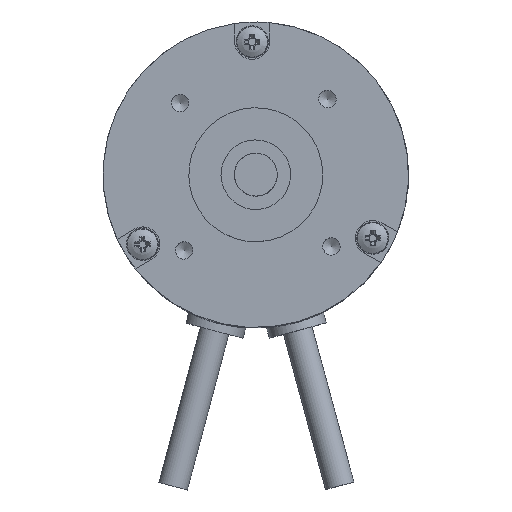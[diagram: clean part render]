
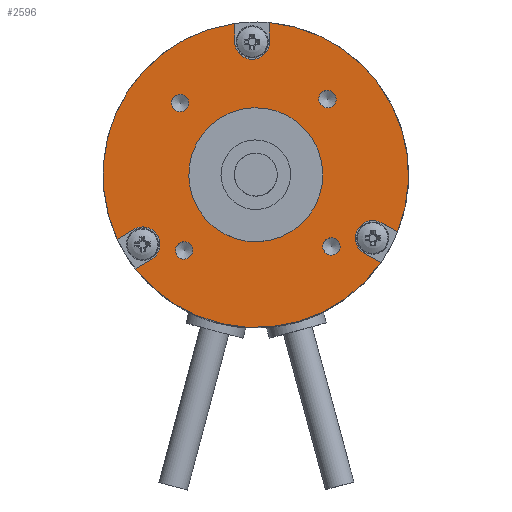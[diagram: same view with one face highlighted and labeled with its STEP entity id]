
A CAD part, top view. The second image highlights one B-rep face of the part: STEP entity #2596.
In plain terms, the highlighted planar face has unit normal (0, 0, 1).
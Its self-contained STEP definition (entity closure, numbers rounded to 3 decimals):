
#58=LINE('',#4114,#190);
#60=LINE('',#4120,#192);
#66=LINE('',#4137,#198);
#68=LINE('',#4143,#200);
#71=LINE('',#4157,#203);
#72=LINE('',#4161,#204);
#190=VECTOR('',#3228,10.);
#192=VECTOR('',#3232,10.);
#198=VECTOR('',#3250,10.);
#200=VECTOR('',#3254,10.);
#203=VECTOR('',#3273,10.);
#204=VECTOR('',#3276,10.);
#443=PLANE('',#2822);
#535=FACE_BOUND('',#824,.T.);
#536=FACE_BOUND('',#825,.T.);
#537=FACE_BOUND('',#826,.T.);
#538=FACE_BOUND('',#827,.T.);
#539=FACE_BOUND('',#828,.T.);
#621=FACE_OUTER_BOUND('',#823,.T.);
#823=EDGE_LOOP('',(#1890,#1891,#1892,#1893,#1894,#1895,#1896,#1897,#1898,
#1899,#1900,#1901));
#824=EDGE_LOOP('',(#1902));
#825=EDGE_LOOP('',(#1903));
#826=EDGE_LOOP('',(#1904));
#827=EDGE_LOOP('',(#1905));
#828=EDGE_LOOP('',(#1906));
#1037=CIRCLE('',#2811,3.25);
#1040=CIRCLE('',#2818,3.25);
#1043=CIRCLE('',#2823,28.5);
#1044=CIRCLE('',#2824,28.5);
#1045=CIRCLE('',#2825,3.25);
#1046=CIRCLE('',#2826,28.5);
#1047=CIRCLE('',#2827,1.621);
#1048=CIRCLE('',#2828,1.621);
#1049=CIRCLE('',#2829,1.621);
#1050=CIRCLE('',#2830,1.621);
#1051=CIRCLE('',#2831,12.5);
#1207=VERTEX_POINT('',#4108);
#1209=VERTEX_POINT('',#4112);
#1210=VERTEX_POINT('',#4116);
#1212=VERTEX_POINT('',#4119);
#1215=VERTEX_POINT('',#4131);
#1217=VERTEX_POINT('',#4135);
#1218=VERTEX_POINT('',#4139);
#1220=VERTEX_POINT('',#4142);
#1222=VERTEX_POINT('',#4154);
#1223=VERTEX_POINT('',#4156);
#1224=VERTEX_POINT('',#4158);
#1225=VERTEX_POINT('',#4160);
#1226=VERTEX_POINT('',#4163);
#1227=VERTEX_POINT('',#4165);
#1228=VERTEX_POINT('',#4167);
#1229=VERTEX_POINT('',#4169);
#1230=VERTEX_POINT('',#4171);
#1474=EDGE_CURVE('',#1207,#1209,#58,.T.);
#1476=EDGE_CURVE('',#1212,#1210,#60,.T.);
#1479=EDGE_CURVE('',#1209,#1212,#1037,.T.);
#1485=EDGE_CURVE('',#1215,#1217,#66,.T.);
#1487=EDGE_CURVE('',#1220,#1218,#68,.T.);
#1490=EDGE_CURVE('',#1217,#1220,#1040,.T.);
#1493=EDGE_CURVE('',#1210,#1215,#1043,.T.);
#1494=EDGE_CURVE('',#1218,#1222,#1044,.T.);
#1495=EDGE_CURVE('',#1222,#1223,#71,.T.);
#1496=EDGE_CURVE('',#1223,#1224,#1045,.T.);
#1497=EDGE_CURVE('',#1224,#1225,#72,.T.);
#1498=EDGE_CURVE('',#1225,#1207,#1046,.T.);
#1499=EDGE_CURVE('',#1226,#1226,#1047,.T.);
#1500=EDGE_CURVE('',#1227,#1227,#1048,.T.);
#1501=EDGE_CURVE('',#1228,#1228,#1049,.T.);
#1502=EDGE_CURVE('',#1229,#1229,#1050,.T.);
#1503=EDGE_CURVE('',#1230,#1230,#1051,.T.);
#1890=ORIENTED_EDGE('',*,*,#1474,.T.);
#1891=ORIENTED_EDGE('',*,*,#1479,.T.);
#1892=ORIENTED_EDGE('',*,*,#1476,.T.);
#1893=ORIENTED_EDGE('',*,*,#1493,.T.);
#1894=ORIENTED_EDGE('',*,*,#1485,.T.);
#1895=ORIENTED_EDGE('',*,*,#1490,.T.);
#1896=ORIENTED_EDGE('',*,*,#1487,.T.);
#1897=ORIENTED_EDGE('',*,*,#1494,.T.);
#1898=ORIENTED_EDGE('',*,*,#1495,.T.);
#1899=ORIENTED_EDGE('',*,*,#1496,.T.);
#1900=ORIENTED_EDGE('',*,*,#1497,.T.);
#1901=ORIENTED_EDGE('',*,*,#1498,.T.);
#1902=ORIENTED_EDGE('',*,*,#1499,.T.);
#1903=ORIENTED_EDGE('',*,*,#1500,.T.);
#1904=ORIENTED_EDGE('',*,*,#1501,.T.);
#1905=ORIENTED_EDGE('',*,*,#1502,.T.);
#1906=ORIENTED_EDGE('',*,*,#1503,.T.);
#2596=ADVANCED_FACE('',(#621,#535,#536,#537,#538,#539),#443,.F.);
#2811=AXIS2_PLACEMENT_3D('',#4125,#3237,#3238);
#2818=AXIS2_PLACEMENT_3D('',#4148,#3259,#3260);
#2822=AXIS2_PLACEMENT_3D('',#4152,#3267,#3268);
#2823=AXIS2_PLACEMENT_3D('',#4153,#3269,#3270);
#2824=AXIS2_PLACEMENT_3D('',#4155,#3271,#3272);
#2825=AXIS2_PLACEMENT_3D('',#4159,#3274,#3275);
#2826=AXIS2_PLACEMENT_3D('',#4162,#3277,#3278);
#2827=AXIS2_PLACEMENT_3D('',#4164,#3279,#3280);
#2828=AXIS2_PLACEMENT_3D('',#4166,#3281,#3282);
#2829=AXIS2_PLACEMENT_3D('',#4168,#3283,#3284);
#2830=AXIS2_PLACEMENT_3D('',#4170,#3285,#3286);
#2831=AXIS2_PLACEMENT_3D('',#4172,#3287,#3288);
#3228=DIRECTION('',(0.852,0.523,0.));
#3232=DIRECTION('',(-0.852,-0.523,0.));
#3237=DIRECTION('center_axis',(0.,0.,
-1.));
#3238=DIRECTION('ref_axis',(0.523,-0.852,0.));
#3250=DIRECTION('',(-0.879,0.476,0.));
#3254=DIRECTION('',(0.879,-0.476,0.));
#3259=DIRECTION('center_axis',(0.,0.,
-1.));
#3260=DIRECTION('ref_axis',(0.476,0.879,0.));
#3267=DIRECTION('center_axis',(0.,0.,
-1.));
#3268=DIRECTION('ref_axis',(-1.,-0.027,0.));
#3269=DIRECTION('center_axis',(0.,0.,
1.));
#3270=DIRECTION('ref_axis',(-0.027,1.,0.));
#3271=DIRECTION('center_axis',(0.,0.,
1.));
#3272=DIRECTION('ref_axis',(-0.027,1.,0.));
#3273=DIRECTION('',(0.027,-1.,0.));
#3274=DIRECTION('center_axis',(0.,0.,
-1.));
#3275=DIRECTION('ref_axis',(-1.,-0.027,0.));
#3276=DIRECTION('',(-0.027,1.,0.));
#3277=DIRECTION('center_axis',(0.,0.,
1.));
#3278=DIRECTION('ref_axis',(-0.027,1.,0.));
#3279=DIRECTION('center_axis',(0.,0.,
-1.));
#3280=DIRECTION('ref_axis',(-0.027,1.,0.));
#3281=DIRECTION('center_axis',(0.,0.,
-1.));
#3282=DIRECTION('ref_axis',(-0.027,1.,0.));
#3283=DIRECTION('center_axis',(0.,0.,
-1.));
#3284=DIRECTION('ref_axis',(-0.027,1.,0.));
#3285=DIRECTION('center_axis',(0.,0.,
-1.));
#3286=DIRECTION('ref_axis',(-0.027,1.,0.));
#3287=DIRECTION('center_axis',(0.,0.,
-1.));
#3288=DIRECTION('ref_axis',(0.027,-1.,0.));
#4108=CARTESIAN_POINT('',(-25.827,-12.05,50.5));
#4112=CARTESIAN_POINT('',(-22.833,-10.211,50.5));
#4114=CARTESIAN_POINT('',(-14.397,-5.029,50.5));
#4116=CARTESIAN_POINT('',(-22.425,-17.589,50.5));
#4119=CARTESIAN_POINT('',(-19.431,-15.75,50.5));
#4120=CARTESIAN_POINT('',(-8.865,-9.259,50.5));
#4125=CARTESIAN_POINT('Origin',(-21.132,-12.98,50.5));
#4131=CARTESIAN_POINT('',(23.35,-16.342,50.5));
#4135=CARTESIAN_POINT('',(20.26,-14.668,50.5));
#4137=CARTESIAN_POINT('',(11.554,-9.954,50.5));
#4139=CARTESIAN_POINT('',(26.445,-10.626,50.5));
#4142=CARTESIAN_POINT('',(23.355,-8.953,50.5));
#4143=CARTESIAN_POINT('',(12.451,-3.047,50.5));
#4148=CARTESIAN_POINT('Origin',(21.807,-11.81,50.5));
#4152=CARTESIAN_POINT('Origin',(0.,0.,
50.5));
#4153=CARTESIAN_POINT('Origin',(0.,0.,
50.5));
#4154=CARTESIAN_POINT('',(2.478,28.392,50.5));
#4155=CARTESIAN_POINT('Origin',(0.,0.,
50.5));
#4156=CARTESIAN_POINT('',(2.573,24.879,50.5));
#4157=CARTESIAN_POINT('',(2.843,14.983,50.5));
#4158=CARTESIAN_POINT('',(-3.924,24.702,50.5));
#4159=CARTESIAN_POINT('Origin',(-0.676,24.791,50.5));
#4160=CARTESIAN_POINT('',(-4.02,28.215,50.5));
#4161=CARTESIAN_POINT('',(-3.587,12.307,50.5));
#4162=CARTESIAN_POINT('Origin',(0.,0.,
50.5));
#4163=CARTESIAN_POINT('',(13.322,15.736,50.5));
#4164=CARTESIAN_POINT('Origin',(13.367,14.115,50.5));
#4165=CARTESIAN_POINT('',(-13.411,-12.495,50.5));
#4166=CARTESIAN_POINT('Origin',(-13.367,-14.115,50.5));
#4167=CARTESIAN_POINT('',(14.071,-11.746,50.5));
#4168=CARTESIAN_POINT('Origin',(14.115,-13.367,50.5));
#4169=CARTESIAN_POINT('',(-14.16,14.987,50.5));
#4170=CARTESIAN_POINT('Origin',(-14.115,13.367,50.5));
#4171=CARTESIAN_POINT('',(-0.34,12.495,50.5));
#4172=CARTESIAN_POINT('Origin',(0.,0.,
50.5));
